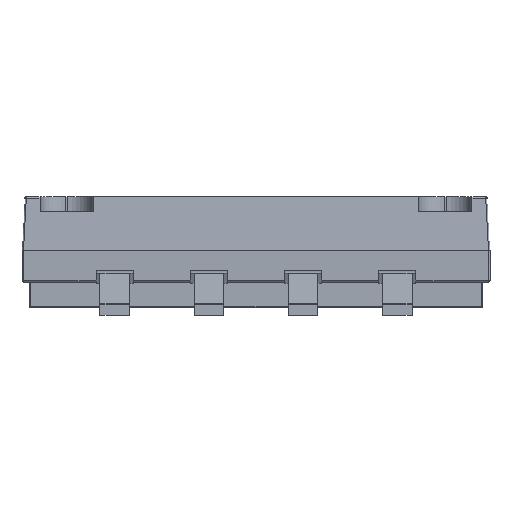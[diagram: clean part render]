
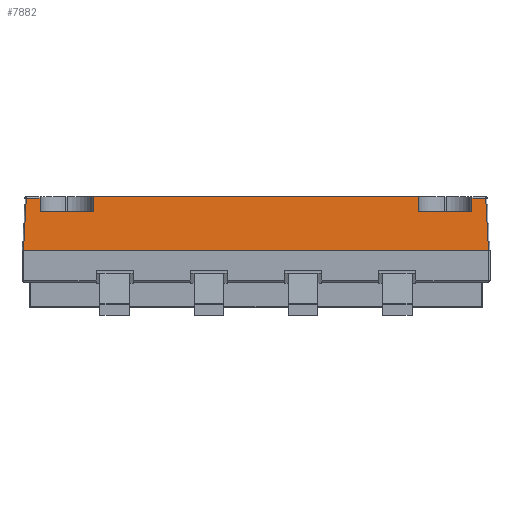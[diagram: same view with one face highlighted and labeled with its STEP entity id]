
A CAD part, front view. The second image highlights one B-rep face of the part: STEP entity #7882.
In plain terms, the highlighted planar face has unit normal (0, -0.996, 0.084).
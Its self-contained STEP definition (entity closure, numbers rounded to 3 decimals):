
#72=PLANE('',#8277);
#400=LINE('',#10789,#1019);
#427=LINE('',#10852,#1046);
#428=LINE('',#10855,#1047);
#429=LINE('',#10857,#1048);
#430=LINE('',#10859,#1049);
#431=LINE('',#10861,#1050);
#432=LINE('',#10862,#1051);
#433=LINE('',#10864,#1052);
#434=LINE('',#10866,#1053);
#435=LINE('',#10868,#1054);
#436=LINE('',#10870,#1055);
#437=LINE('',#10872,#1056);
#438=LINE('',#10874,#1057);
#439=LINE('',#10876,#1058);
#1019=VECTOR('',#9100,1000.);
#1046=VECTOR('',#9139,1000.);
#1047=VECTOR('',#9140,1000.);
#1048=VECTOR('',#9141,1000.);
#1049=VECTOR('',#9142,1000.);
#1050=VECTOR('',#9143,1000.);
#1051=VECTOR('',#9144,1000.);
#1052=VECTOR('',#9145,1000.);
#1053=VECTOR('',#9146,1000.);
#1054=VECTOR('',#9147,1000.);
#1055=VECTOR('',#9148,1000.);
#1056=VECTOR('',#9149,1000.);
#1057=VECTOR('',#9150,1000.);
#1058=VECTOR('',#9151,1000.);
#1905=ORIENTED_EDGE('',*,*,#3383,.T.);
#1906=ORIENTED_EDGE('',*,*,#3384,.T.);
#1907=ORIENTED_EDGE('',*,*,#3385,.F.);
#1908=ORIENTED_EDGE('',*,*,#3386,.T.);
#1909=ORIENTED_EDGE('',*,*,#3387,.F.);
#1910=ORIENTED_EDGE('',*,*,#3352,.T.);
#1911=ORIENTED_EDGE('',*,*,#3388,.T.);
#1912=ORIENTED_EDGE('',*,*,#3389,.F.);
#1913=ORIENTED_EDGE('',*,*,#3390,.T.);
#1914=ORIENTED_EDGE('',*,*,#3391,.T.);
#1915=ORIENTED_EDGE('',*,*,#3392,.T.);
#1916=ORIENTED_EDGE('',*,*,#3393,.F.);
#1917=ORIENTED_EDGE('',*,*,#3394,.F.);
#1918=ORIENTED_EDGE('',*,*,#3395,.F.);
#3352=EDGE_CURVE('',#4110,#4109,#400,.T.);
#3383=EDGE_CURVE('',#4140,#4141,#427,.F.);
#3384=EDGE_CURVE('',#4141,#4142,#428,.T.);
#3385=EDGE_CURVE('',#4143,#4142,#429,.T.);
#3386=EDGE_CURVE('',#4143,#4144,#430,.T.);
#3387=EDGE_CURVE('',#4110,#4144,#431,.T.);
#3388=EDGE_CURVE('',#4109,#4145,#432,.T.);
#3389=EDGE_CURVE('',#4146,#4145,#433,.T.);
#3390=EDGE_CURVE('',#4146,#4147,#434,.T.);
#3391=EDGE_CURVE('',#4147,#4148,#435,.T.);
#3392=EDGE_CURVE('',#4148,#4149,#436,.T.);
#3393=EDGE_CURVE('',#4150,#4149,#437,.T.);
#3394=EDGE_CURVE('',#4151,#4150,#438,.T.);
#3395=EDGE_CURVE('',#4140,#4151,#439,.T.);
#4109=VERTEX_POINT('',#10788);
#4110=VERTEX_POINT('',#10790);
#4140=VERTEX_POINT('',#10853);
#4141=VERTEX_POINT('',#10854);
#4142=VERTEX_POINT('',#10856);
#4143=VERTEX_POINT('',#10858);
#4144=VERTEX_POINT('',#10860);
#4145=VERTEX_POINT('',#10863);
#4146=VERTEX_POINT('',#10865);
#4147=VERTEX_POINT('',#10867);
#4148=VERTEX_POINT('',#10869);
#4149=VERTEX_POINT('',#10871);
#4150=VERTEX_POINT('',#10873);
#4151=VERTEX_POINT('',#10875);
#4789=EDGE_LOOP('',(#1905,#1906,#1907,#1908,#1909,#1910,#1911,#1912,#1913,
#1914,#1915,#1916,#1917,#1918));
#5132=FACE_BOUND('',#4789,.T.);
#7882=ADVANCED_FACE('',(#5132),#72,.T.);
#8277=AXIS2_PLACEMENT_3D('',#10851,#9137,#9138);
#9100=DIRECTION('',(-1.,0.,0.));
#9137=DIRECTION('',(0.,-0.996,0.084));
#9138=DIRECTION('',(0.,-0.084,-0.996));
#9139=DIRECTION('',(0.054,-0.084,-0.995));
#9140=DIRECTION('',(-1.,0.,0.));
#9141=DIRECTION('',(0.,0.084,0.996));
#9142=DIRECTION('',(-1.,0.,0.));
#9143=DIRECTION('',(0.,-0.084,-0.996));
#9144=DIRECTION('',(0.,-0.084,-0.996));
#9145=DIRECTION('',(1.,0.,0.));
#9146=DIRECTION('',(0.,0.084,0.996));
#9147=DIRECTION('',(-1.,0.,0.));
#9148=DIRECTION('',(-0.054,-0.084,-0.995));
#9149=DIRECTION('',(-1.,0.,0.));
#9150=DIRECTION('',(-1.,0.,0.));
#9151=DIRECTION('',(-1.,0.,0.));
#10788=CARTESIAN_POINT('',(-2.196,-2.189,0.));
#10789=CARTESIAN_POINT('',(12.5,-2.189,0.));
#10790=CARTESIAN_POINT('',(2.196,-2.189,0.));
#10851=CARTESIAN_POINT('',(12.5,-2.25,-0.723));
#10852=CARTESIAN_POINT('',(3.162,-2.292,-1.224));
#10853=CARTESIAN_POINT('',(3.135,-2.25,-0.723));
#10854=CARTESIAN_POINT('',(3.097,-2.19,-0.018));
#10855=CARTESIAN_POINT('',(12.5,-2.19,-0.018));
#10856=CARTESIAN_POINT('',(2.912,-2.19,-0.018));
#10857=CARTESIAN_POINT('',(2.912,-2.25,-0.723));
#10858=CARTESIAN_POINT('',(2.912,-2.206,-0.204));
#10859=CARTESIAN_POINT('',(12.5,-2.206,-0.204));
#10860=CARTESIAN_POINT('',(2.196,-2.206,-0.204));
#10861=CARTESIAN_POINT('',(2.196,-2.25,-0.723));
#10862=CARTESIAN_POINT('',(-2.196,-2.25,-0.723));
#10863=CARTESIAN_POINT('',(-2.196,-2.206,-0.204));
#10864=CARTESIAN_POINT('',(12.5,-2.206,-0.204));
#10865=CARTESIAN_POINT('',(-2.912,-2.206,-0.204));
#10866=CARTESIAN_POINT('',(-2.912,-2.25,-0.723));
#10867=CARTESIAN_POINT('',(-2.912,-2.19,-0.018));
#10868=CARTESIAN_POINT('',(12.5,-2.19,-0.018));
#10869=CARTESIAN_POINT('',(-3.097,-2.19,-0.018));
#10870=CARTESIAN_POINT('',(-3.135,-2.25,-0.724));
#10871=CARTESIAN_POINT('',(-3.135,-2.25,-0.723));
#10872=CARTESIAN_POINT('',(12.5,-2.25,-0.723));
#10873=CARTESIAN_POINT('',(-3.135,-2.25,-0.723));
#10874=CARTESIAN_POINT('',(12.5,-2.25,-0.723));
#10875=CARTESIAN_POINT('',(3.135,-2.25,-0.723));
#10876=CARTESIAN_POINT('',(12.5,-2.25,-0.723));
